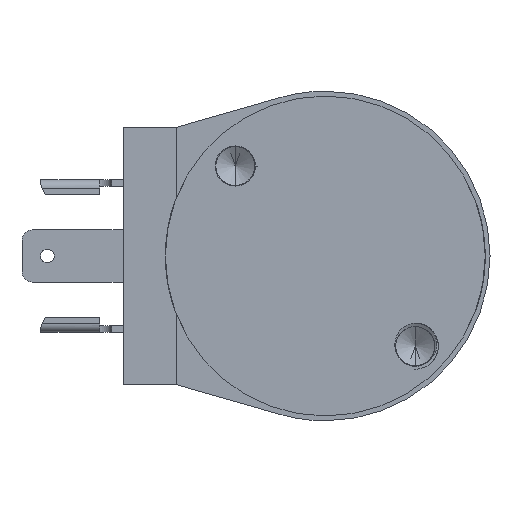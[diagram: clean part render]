
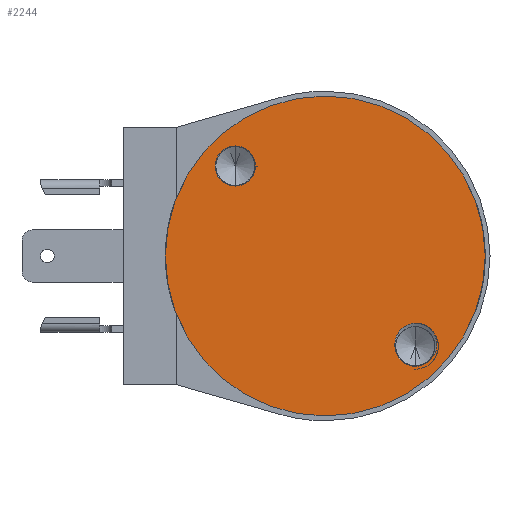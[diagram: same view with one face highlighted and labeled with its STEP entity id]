
A CAD part, front view. The second image highlights one B-rep face of the part: STEP entity #2244.
In plain terms, the highlighted planar face has unit normal (0, -1, 0).
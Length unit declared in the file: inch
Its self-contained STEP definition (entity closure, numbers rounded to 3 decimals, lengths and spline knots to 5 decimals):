
#58 = CARTESIAN_POINT ( 'NONE',  ( 0.51717, 0., -0.36035 ) ) ;
#64 = FACE_BOUND ( 'NONE', #458, .T. ) ;
#112 = CARTESIAN_POINT ( 'NONE',  ( 0.43138, 0., -0.32623 ) ) ;
#309 = CARTESIAN_POINT ( 'NONE',  ( 0.51206, 0., -0.35499 ) ) ;
#323 = VERTEX_POINT ( 'NONE', #7913 ) ;
#351 = DIRECTION ( 'NONE',  ( 0., -1., 0. ) ) ;
#458 = EDGE_LOOP ( 'NONE', ( #977, #1041 ) ) ;
#596 = CARTESIAN_POINT ( 'NONE',  ( 0.5423, 0., -0.42795 ) ) ;
#637 = CARTESIAN_POINT ( 'NONE',  ( 0.52167, 0., -0.36612 ) ) ;
#684 = CARTESIAN_POINT ( 'NONE',  ( 0.39632, 0., -0.33656 ) ) ;
#689 = FACE_OUTER_BOUND ( 'NONE', #7930, .T. ) ;
#764 = ORIENTED_EDGE ( 'NONE', *, *, #2861, .F. ) ;
#827 = VERTEX_POINT ( 'NONE', #5221 ) ;
#834 = DIRECTION ( 'NONE',  ( 0., 0., -1. ) ) ;
#976 = CARTESIAN_POINT ( 'NONE',  ( -0.437, 0., 0.437 ) ) ;
#977 = ORIENTED_EDGE ( 'NONE', *, *, #4945, .F. ) ;
#1041 = ORIENTED_EDGE ( 'NONE', *, *, #7977, .F. ) ;
#1054 = ORIENTED_EDGE ( 'NONE', *, *, #4578, .F. ) ;
#1153 = VERTEX_POINT ( 'NONE', #4313 ) ;
#1205 = CARTESIAN_POINT ( 'NONE',  ( 0.54115, 0., -0.44989 ) ) ;
#1209 = CARTESIAN_POINT ( 'NONE',  ( 0.33775, 0., -0.42389 ) ) ;
#1336 = CARTESIAN_POINT ( 'NONE',  ( 0.36184, 0., -0.36356 ) ) ;
#1395 = CARTESIAN_POINT ( 'NONE',  ( 0.50114, 0., -0.34511 ) ) ;
#1495 = CIRCLE ( 'NONE', #2152, 0.0975 ) ;
#1587 = CARTESIAN_POINT ( 'NONE',  ( 0.4606, 0., -0.32836 ) ) ;
#1623 = CARTESIAN_POINT ( 'NONE',  ( 0.437, 0., -0.5355 ) ) ;
#1816 = B_SPLINE_CURVE_WITH_KNOTS ( 'NONE', 3,
 ( #309, #1395, #2833, #5781, #1587, #7878, #2629, #112 ),
 .UNSPECIFIED., .F., .F.,
 ( 4, 2, 2, 4 ),
 ( 0., 0.00112, 0.00168, 0.00224 ),
 .UNSPECIFIED. ) ;
#1826 = CARTESIAN_POINT ( 'NONE',  ( 0.52268, 0., -0.49008 ) ) ;
#1850 = CARTESIAN_POINT ( 'NONE',  ( 0.50192, 0., -0.51074 ) ) ;
#1911 = B_SPLINE_CURVE_WITH_KNOTS ( 'NONE', 3,
 ( #6177, #3742, #6259, #1826, #4359, #8008, #1205, #596, #3117, #5639, #2292, #4828, #2330, #637, #58, #7083 ),
 .UNSPECIFIED., .F., .F.,
 ( 4, 2, 2, 2, 2, 2, 2, 4 ),
 ( 0., 0.00056, 0.00112, 0.00223, 0.00279, 0.00335, 0.0039, 0.00446 ),
 .UNSPECIFIED. ) ;
#1920 = CARTESIAN_POINT ( 'NONE',  ( 0.40309, 0., -0.33347 ) ) ;
#1946 = CARTESIAN_POINT ( 'NONE',  ( 0., 0., 0. ) ) ;
#1955 = CARTESIAN_POINT ( 'NONE',  ( 0.34066, 0., -0.45301 ) ) ;
#1984 = DIRECTION ( 'NONE',  ( 0., 1., 0. ) ) ;
#2004 = CIRCLE ( 'NONE', #6632, 0.0975 ) ;
#2101 = CARTESIAN_POINT ( 'NONE',  ( 0.43138, 0., -0.32623 ) ) ;
#2152 = AXIS2_PLACEMENT_3D ( 'NONE', #976, #351, #2879 ) ;
#2244 = ADVANCED_FACE ( 'Defeatured_1_0', ( #3163, #64, #689 ), #6465, .F. ) ;
#2262 = CIRCLE ( 'NONE', #6626, 0.77675 ) ;
#2281 = CARTESIAN_POINT ( 'NONE',  ( 0., 0., 0. ) ) ;
#2292 = CARTESIAN_POINT ( 'NONE',  ( 0.53786, 0., -0.39891 ) ) ;
#2330 = CARTESIAN_POINT ( 'NONE',  ( 0.52942, 0., -0.37845 ) ) ;
#2344 = ORIENTED_EDGE ( 'NONE', *, *, #3558, .F. ) ;
#2489 = CARTESIAN_POINT ( 'NONE',  ( 0.43138, 0., -0.32623 ) ) ;
#2494 = DIRECTION ( 'NONE',  ( 0., 0., 1. ) ) ;
#2497 = DIRECTION ( 'NONE',  ( 0., -1., 0. ) ) ;
#2540 = AXIS2_PLACEMENT_3D ( 'NONE', #1946, #1984, #5178 ) ;
#2550 = CARTESIAN_POINT ( 'NONE',  ( -0.437, 0., 0.3395 ) ) ;
#2629 = CARTESIAN_POINT ( 'NONE',  ( 0.43873, 0., -0.32586 ) ) ;
#2833 = CARTESIAN_POINT ( 'NONE',  ( 0.48838, 0., -0.3375 ) ) ;
#2861 = EDGE_CURVE ( 'NONE', #1153, #3059, #2004, .T. ) ;
#2879 = DIRECTION ( 'NONE',  ( 0., 0., -1. ) ) ;
#2974 = EDGE_CURVE ( 'NONE', #827, #6031, #2262, .T. ) ;
#3041 = CARTESIAN_POINT ( 'NONE',  ( 0.37777, 0., -0.34827 ) ) ;
#3059 = VERTEX_POINT ( 'NONE', #1623 ) ;
#3117 = CARTESIAN_POINT ( 'NONE',  ( 0.54192, 0., -0.42049 ) ) ;
#3124 = CARTESIAN_POINT ( 'NONE',  ( 0., 0., 0. ) ) ;
#3163 = FACE_BOUND ( 'NONE', #4808, .T. ) ;
#3468 = VERTEX_POINT ( 'NONE', #1850 ) ;
#3558 = EDGE_CURVE ( 'NONE', #6162, #6230, #1816, .T. ) ;
#3704 = CARTESIAN_POINT ( 'NONE',  ( 0.33844, 0., -0.41646 ) ) ;
#3726 = EDGE_CURVE ( 'NONE', #3468, #6162, #1911, .T. ) ;
#3742 = CARTESIAN_POINT ( 'NONE',  ( 0.50786, 0., -0.50629 ) ) ;
#3747 = CARTESIAN_POINT ( 'NONE',  ( 0.38366, 0., -0.34397 ) ) ;
#3784 = CARTESIAN_POINT ( 'NONE',  ( 0.33888, 0., -0.44581 ) ) ;
#3848 = ORIENTED_EDGE ( 'NONE', *, *, #3726, .F. ) ;
#3868 = CARTESIAN_POINT ( 'NONE',  ( 0.42404, 0., -0.32715 ) ) ;
#4313 = CARTESIAN_POINT ( 'NONE',  ( 0.34066, 0., -0.45301 ) ) ;
#4359 = CARTESIAN_POINT ( 'NONE',  ( 0.52688, 0., -0.48389 ) ) ;
#4365 = CARTESIAN_POINT ( 'NONE',  ( 0.34892, 0., -0.38121 ) ) ;
#4452 = CARTESIAN_POINT ( 'NONE',  ( 0.41691, 0., -0.32879 ) ) ;
#4492 = AXIS2_PLACEMENT_3D ( 'NONE', #6184, #5338, #7854 ) ;
#4514 = B_SPLINE_CURVE_WITH_KNOTS ( 'NONE', 3,
 ( #2489, #3868, #4452, #1920, #684, #3747, #3041, #7499, #1336, #4365, #6882, #3704, #1209, #6263, #3784, #1955 ),
 .UNSPECIFIED., .F., .F.,
 ( 4, 2, 2, 2, 2, 2, 2, 4 ),
 ( 0., 0.00056, 0.00111, 0.00167, 0.00222, 0.00333, 0.00389, 0.00445 ),
 .UNSPECIFIED. ) ;
#4578 = EDGE_CURVE ( 'NONE', #3059, #3468, #7565, .T. ) ;
#4808 = EDGE_LOOP ( 'NONE', ( #3848, #1054, #764, #6576, #2344 ) ) ;
#4828 = CARTESIAN_POINT ( 'NONE',  ( 0.53271, 0., -0.38509 ) ) ;
#4945 = EDGE_CURVE ( 'NONE', #5450, #323, #1495, .T. ) ;
#5031 = EDGE_CURVE ( 'NONE', #6031, #827, #8097, .T. ) ;
#5085 = ORIENTED_EDGE ( 'NONE', *, *, #2974, .F. ) ;
#5178 = DIRECTION ( 'NONE',  ( 0., 0., -1. ) ) ;
#5221 = CARTESIAN_POINT ( 'NONE',  ( 0., 0., -0.77675 ) ) ;
#5338 = DIRECTION ( 'NONE',  ( 0., -1., 0. ) ) ;
#5450 = VERTEX_POINT ( 'NONE', #2550 ) ;
#5509 = DIRECTION ( 'NONE',  ( 0., 0., -1. ) ) ;
#5543 = EDGE_CURVE ( 'NONE', #6230, #1153, #4514, .T. ) ;
#5569 = AXIS2_PLACEMENT_3D ( 'NONE', #3124, #5649, #2494 ) ;
#5639 = CARTESIAN_POINT ( 'NONE',  ( 0.5397, 0., -0.40599 ) ) ;
#5649 = DIRECTION ( 'NONE',  ( 0., 1., 0. ) ) ;
#5781 = CARTESIAN_POINT ( 'NONE',  ( 0.46768, 0., -0.33012 ) ) ;
#5886 = CARTESIAN_POINT ( 'NONE',  ( 0.437, 0., -0.438 ) ) ;
#6031 = VERTEX_POINT ( 'NONE', #6715 ) ;
#6162 = VERTEX_POINT ( 'NONE', #6834 ) ;
#6177 = CARTESIAN_POINT ( 'NONE',  ( 0.50192, 0., -0.51074 ) ) ;
#6184 = CARTESIAN_POINT ( 'NONE',  ( -0.437, 0., 0.437 ) ) ;
#6230 = VERTEX_POINT ( 'NONE', #2101 ) ;
#6259 = CARTESIAN_POINT ( 'NONE',  ( 0.51317, 0., -0.50124 ) ) ;
#6263 = CARTESIAN_POINT ( 'NONE',  ( 0.33798, 0., -0.43855 ) ) ;
#6374 = AXIS2_PLACEMENT_3D ( 'NONE', #6968, #2497, #7012 ) ;
#6465 = PLANE ( 'NONE',  #5569 ) ;
#6576 = ORIENTED_EDGE ( 'NONE', *, *, #5543, .F. ) ;
#6626 = AXIS2_PLACEMENT_3D ( 'NONE', #2281, #7413, #5509 ) ;
#6632 = AXIS2_PLACEMENT_3D ( 'NONE', #5886, #7782, #834 ) ;
#6715 = CARTESIAN_POINT ( 'NONE',  ( 0., 0., 0.77675 ) ) ;
#6834 = CARTESIAN_POINT ( 'NONE',  ( 0.51206, 0., -0.35499 ) ) ;
#6882 = CARTESIAN_POINT ( 'NONE',  ( 0.34281, 0., -0.39499 ) ) ;
#6968 = CARTESIAN_POINT ( 'NONE',  ( 0.437, 0., -0.438 ) ) ;
#7012 = DIRECTION ( 'NONE',  ( 0., 0., -1. ) ) ;
#7083 = CARTESIAN_POINT ( 'NONE',  ( 0.51206, 0., -0.35499 ) ) ;
#7200 = ORIENTED_EDGE ( 'NONE', *, *, #5031, .F. ) ;
#7413 = DIRECTION ( 'NONE',  ( 0., 1., 0. ) ) ;
#7499 = CARTESIAN_POINT ( 'NONE',  ( 0.36686, 0., -0.35806 ) ) ;
#7565 = CIRCLE ( 'NONE', #6374, 0.0975 ) ;
#7782 = DIRECTION ( 'NONE',  ( 0., -1., 0. ) ) ;
#7854 = DIRECTION ( 'NONE',  ( 0., 0., -1. ) ) ;
#7878 = CARTESIAN_POINT ( 'NONE',  ( 0.44612, 0., -0.32622 ) ) ;
#7913 = CARTESIAN_POINT ( 'NONE',  ( -0.437, 0., 0.5345 ) ) ;
#7930 = EDGE_LOOP ( 'NONE', ( #5085, #7200 ) ) ;
#7977 = EDGE_CURVE ( 'NONE', #323, #5450, #8059, .T. ) ;
#8008 = CARTESIAN_POINT ( 'NONE',  ( 0.53717, 0., -0.46445 ) ) ;
#8059 = CIRCLE ( 'NONE', #4492, 0.0975 ) ;
#8097 = CIRCLE ( 'NONE', #2540, 0.77675 ) ;
